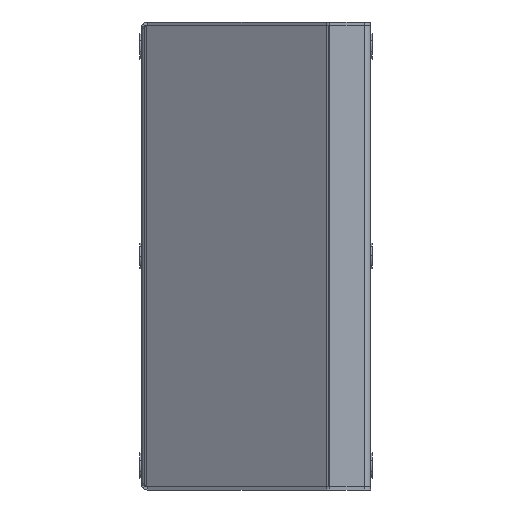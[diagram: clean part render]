
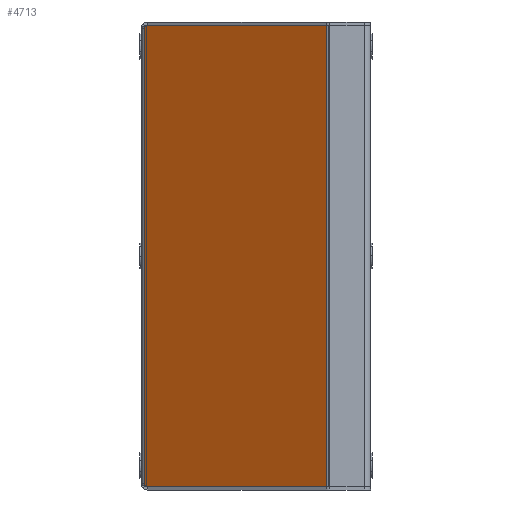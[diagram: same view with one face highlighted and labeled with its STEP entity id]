
A CAD part, left-side view. The second image highlights one B-rep face of the part: STEP entity #4713.
In plain terms, the highlighted planar face has unit normal (-0.839, 0.545, 0).
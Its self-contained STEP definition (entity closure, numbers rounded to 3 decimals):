
#101=DIRECTION('',(-0.545,-0.839,0.));
#102=VECTOR('',#101,85.328);
#103=CARTESIAN_POINT('',(-203.124,-2.5,-92.25));
#104=LINE('',#103,#102);
#149=DIRECTION('',(0.545,0.839,0.));
#150=VECTOR('',#149,1.624);
#151=CARTESIAN_POINT('',(-203.124,-2.5,-92.25));
#152=LINE('',#151,#150);
#153=DIRECTION('',(0.,0.,-1.));
#154=VECTOR('',#153,184.5);
#155=CARTESIAN_POINT('',(-202.239,-1.138,92.25));
#156=LINE('',#155,#154);
#265=DIRECTION('',(0.545,0.839,0.));
#266=VECTOR('',#265,85.328);
#267=CARTESIAN_POINT('',(-249.597,-74.062,92.25));
#268=LINE('',#267,#266);
#269=DIRECTION('',(0.545,0.839,0.));
#270=VECTOR('',#269,1.624);
#271=CARTESIAN_POINT('',(-203.124,-2.5,92.25));
#272=LINE('',#271,#270);
#3373=DIRECTION('',(0.,0.,1.));
#3374=VECTOR('',#3373,184.5);
#3375=CARTESIAN_POINT('',(-249.597,-74.062,-92.25));
#3376=LINE('',#3375,#3374);
#3514=CARTESIAN_POINT('',(-203.124,-2.5,-92.25));
#3516=VERTEX_POINT('',#3514);
#3517=CARTESIAN_POINT('',(-249.597,-74.062,-92.25));
#3518=VERTEX_POINT('',#3517);
#3525=CARTESIAN_POINT('',(-202.239,-1.138,-92.25));
#3526=VERTEX_POINT('',#3525);
#3529=CARTESIAN_POINT('',(-202.239,-1.138,92.25));
#3530=VERTEX_POINT('',#3529);
#3531=CARTESIAN_POINT('',(-203.124,-2.5,92.25));
#3532=VERTEX_POINT('',#3531);
#3533=CARTESIAN_POINT('',(-249.597,-74.062,92.25));
#3534=VERTEX_POINT('',#3533);
#4696=CARTESIAN_POINT('',(-201.5,0.,-91.25));
#4697=DIRECTION('',(-0.839,0.545,0.));
#4698=DIRECTION('',(-0.545,-0.839,0.));
#4699=AXIS2_PLACEMENT_3D('',#4696,#4697,#4698);
#4700=PLANE('',#4699);
#4701=ORIENTED_EDGE('',*,*,#4686,.T.);
#4703=ORIENTED_EDGE('',*,*,#4702,.F.);
#4705=ORIENTED_EDGE('',*,*,#4704,.F.);
#4707=ORIENTED_EDGE('',*,*,#4706,.F.);
#4709=ORIENTED_EDGE('',*,*,#4708,.F.);
#4710=ORIENTED_EDGE('',*,*,#4661,.F.);
#4711=EDGE_LOOP('',(#4701,#4703,#4705,#4707,#4709,#4710));
#4712=FACE_OUTER_BOUND('',#4711,.F.);
#4713=ADVANCED_FACE('',(#4712),#4700,.T.);
#4661=EDGE_CURVE('',#3516,#3518,#104,.T.);
#4686=EDGE_CURVE('',#3516,#3526,#152,.T.);
#4702=EDGE_CURVE('',#3530,#3526,#156,.T.);
#4704=EDGE_CURVE('',#3532,#3530,#272,.T.);
#4706=EDGE_CURVE('',#3534,#3532,#268,.T.);
#4708=EDGE_CURVE('',#3518,#3534,#3376,.T.);
